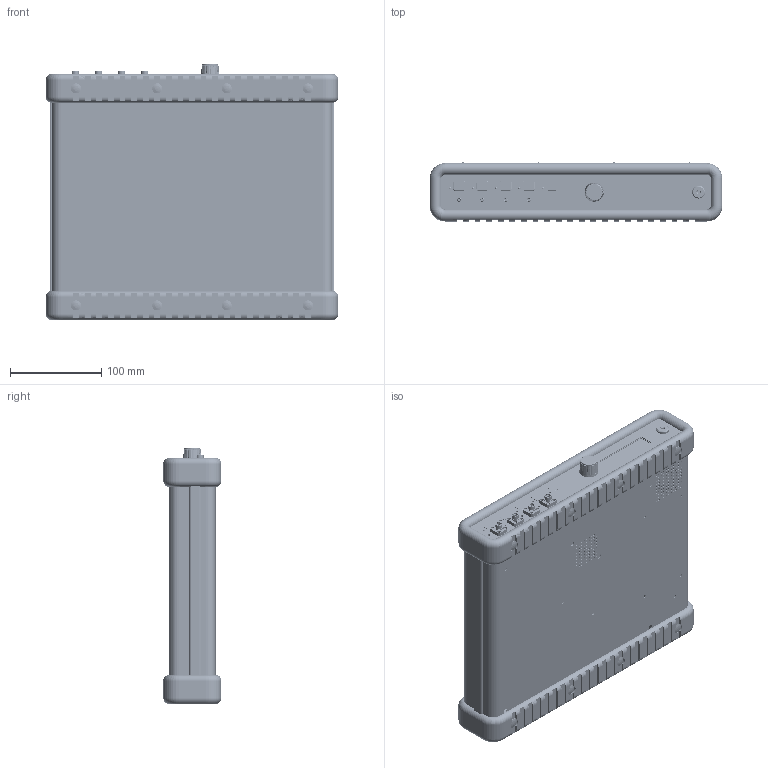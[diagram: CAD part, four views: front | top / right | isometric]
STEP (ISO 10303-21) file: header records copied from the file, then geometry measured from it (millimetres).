
FILE_DESCRIPTION (( 'STEP AP214' ), '1' );
FILE_NAME ('20249-E0W.STEP', '2009-12-02T19:09:11', ( 'Admin' ), ( 'Thorlabs, Inc.' ), 'SwSTEP 2.0', 'SolidWorks 2009', '' );
FILE_SCHEMA (( 'AUTOMOTIVE_DESIGN' ));
Length unit declared in the file: millimetre
Products named in the file (1): 20249-E0W
Bounding box: 320.29 x 64.26 x 280.12 mm (x, y, z)
Surface area: 639477.2 mm2 (no closed solid volume)
Topology: 0 solids, 78 shells, 6147 faces, 17227 edges, 11305 vertices
Faces by surface type: plane 2531, cylinder 2428, cone 883, torus 220, sphere 77, bspline 8
Entity records: 276158 total; most frequent: CARTESIAN_POINT 50260, ORIENTED_EDGE 34158, DIRECTION 31523, EDGE_CURVE 17159, AXIS2_PLACEMENT_3D 11725, VERTEX_POINT 11273, VECTOR 8073, LINE 8073
